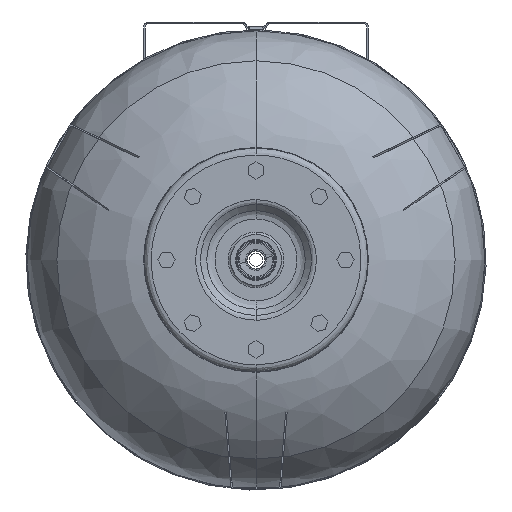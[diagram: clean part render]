
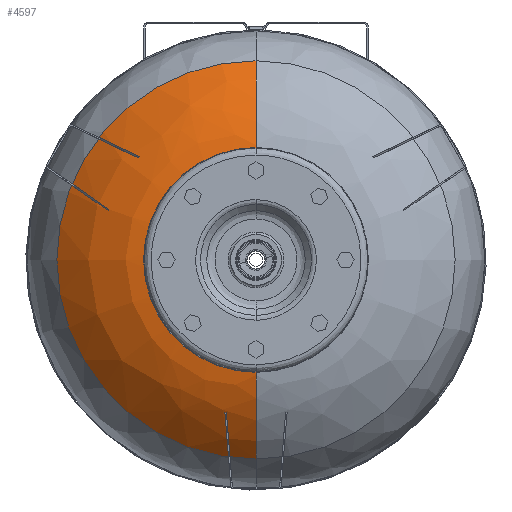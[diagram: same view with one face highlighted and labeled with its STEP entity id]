
A CAD part, front view. The second image highlights one B-rep face of the part: STEP entity #4597.
In plain terms, the highlighted free-form (B-spline) face has degree [3, 3] with [4, 4] control points.
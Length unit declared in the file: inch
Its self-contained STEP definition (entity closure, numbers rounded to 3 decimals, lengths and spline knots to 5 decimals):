
#24 = FACE_OUTER_BOUND ( 'NONE', #7374, .T. ) ;
#124 = CARTESIAN_POINT ( 'NONE',  ( -16.10196, -17.16858, 8.05098 ) ) ;
#1281 = CARTESIAN_POINT ( 'NONE',  ( 0., -15.73183, -9.41737 ) ) ;
#1386 = CARTESIAN_POINT ( 'NONE',  ( 0., -18.03105, -6.26565 ) ) ;
#1600 = CARTESIAN_POINT ( 'NONE',  ( -12.5313, -18.03105, 6.26565 ) ) ;
#1725 = EDGE_CURVE ( 'NONE', #11998, #12211, #6804, .T. ) ;
#3276 = CARTESIAN_POINT ( 'NONE',  ( 0., -18.20838, -4.29085 ) ) ;
#3665 = AXIS2_PLACEMENT_3D ( 'NONE', #7150, #4397, #19844 ) ;
#4286 = DIRECTION ( 'NONE',  ( 0., 0., -1. ) ) ;
#4397 = DIRECTION ( 'NONE',  ( 0., 1., 0. ) ) ;
#4533 = CARTESIAN_POINT ( 'NONE',  ( 0., -18.20838, 4.29085 ) ) ;
#4597 = ADVANCED_FACE ( 'NONE', ( #24 ), #18112, .T. ) ;
#4640 = CARTESIAN_POINT ( 'NONE',  ( -16.10196, -17.16858, -8.05098 ) ) ;
#5027 = EDGE_CURVE ( 'NONE', #20067, #5646, #7948, .T. ) ;
#5056 = ORIENTED_EDGE ( 'NONE', *, *, #1725, .T. ) ;
#5394 = ORIENTED_EDGE ( 'NONE', *, *, #19625, .F. ) ;
#5646 = VERTEX_POINT ( 'NONE', #17818 ) ;
#6331 = CIRCLE ( 'NONE', #18043, 9.41737 ) ;
#6423 = CARTESIAN_POINT ( 'NONE',  ( -12.5313, -18.03105, -6.26565 ) ) ;
#6499 = CARTESIAN_POINT ( 'NONE',  ( 0., -18.20838, 4.29085 ) ) ;
#6804 = CIRCLE ( 'NONE', #18525, 8.07087 ) ;
#7055 = EDGE_CURVE ( 'NONE', #20067, #11998, #17072, .T. ) ;
#7150 = CARTESIAN_POINT ( 'NONE',  ( 0., -18.20838, 0. ) ) ;
#7223 = CARTESIAN_POINT ( 'NONE',  ( 0., -15.73183, 0. ) ) ;
#7374 = EDGE_LOOP ( 'NONE', ( #15146, #5056, #5394, #15745 ) ) ;
#7679 = CARTESIAN_POINT ( 'NONE',  ( 0., -17.16858, 8.05098 ) ) ;
#7779 = CARTESIAN_POINT ( 'NONE',  ( -18.83475, -15.73183, 9.41737 ) ) ;
#7948 = CIRCLE ( 'NONE', #10632, 8.07087 ) ;
#10632 = AXIS2_PLACEMENT_3D ( 'NONE', #14566, #17719, #12992 ) ;
#11137 = CARTESIAN_POINT ( 'NONE',  ( -8.5817, -18.20838, -4.29085 ) ) ;
#11240 = CARTESIAN_POINT ( 'NONE',  ( -8.5817, -18.20838, 4.29085 ) ) ;
#11834 = DIRECTION ( 'NONE',  ( 0., 0., 1. ) ) ;
#11998 = VERTEX_POINT ( 'NONE', #6499 ) ;
#12211 = VERTEX_POINT ( 'NONE', #13483 ) ;
#12410 = CARTESIAN_POINT ( 'NONE',  ( 0., -15.73183, 9.41737 ) ) ;
#12992 = DIRECTION ( 'NONE',  ( 0., 0., -1. ) ) ;
#13483 = CARTESIAN_POINT ( 'NONE',  ( 0., -15.73183, 9.41737 ) ) ;
#14185 = CARTESIAN_POINT ( 'NONE',  ( -18.83475, -15.73183, -9.41737 ) ) ;
#14566 = CARTESIAN_POINT ( 'NONE',  ( 0., -10.16985, -3.56902 ) ) ;
#14879 = CARTESIAN_POINT ( 'NONE',  ( 0., -10.16985, 3.56902 ) ) ;
#15146 = ORIENTED_EDGE ( 'NONE', *, *, #7055, .T. ) ;
#15745 = ORIENTED_EDGE ( 'NONE', *, *, #5027, .F. ) ;
#16065 = CARTESIAN_POINT ( 'NONE',  ( 0., -18.03105, 6.26565 ) ) ;
#17072 = CIRCLE ( 'NONE', #3665, 4.29085 ) ;
#17719 = DIRECTION ( 'NONE',  ( 1., 0., 0. ) ) ;
#17818 = CARTESIAN_POINT ( 'NONE',  ( 0., -15.73183, -9.41737 ) ) ;
#18043 = AXIS2_PLACEMENT_3D ( 'NONE', #7223, #18649, #4286 ) ;
#18091 = CARTESIAN_POINT ( 'NONE',  ( 0., -18.20838, -4.29085 ) ) ;
#18112 =( BOUNDED_SURFACE ( )  B_SPLINE_SURFACE ( 3, 3, ( 
 ( #4533, #11240, #11137, #3276 ),
 ( #16065, #1600, #6423, #1386 ),
 ( #7679, #124, #4640, #20478 ),
 ( #12410, #7779, #14185, #1281 ) ),
 .UNSPECIFIED., .F., .F., .T. ) 
 B_SPLINE_SURFACE_WITH_KNOTS ( ( 4, 4 ),
 ( 4, 4 ),
 ( 0., 1. ),
 ( 0., 1. ),
 .UNSPECIFIED. ) 
 GEOMETRIC_REPRESENTATION_ITEM ( )  RATIONAL_B_SPLINE_SURFACE ( (
 ( 1., 0.333, 0.333, 1.),
 ( 0.957, 0.319, 0.319, 0.957),
 ( 0.957, 0.319, 0.319, 0.957),
 ( 1., 0.333, 0.333, 1.) ) ) 
 REPRESENTATION_ITEM ( '' )  SURFACE ( )  );
#18525 = AXIS2_PLACEMENT_3D ( 'NONE', #14879, #19699, #11834 ) ;
#18649 = DIRECTION ( 'NONE',  ( 0., 1., 0. ) ) ;
#19625 = EDGE_CURVE ( 'NONE', #5646, #12211, #6331, .T. ) ;
#19699 = DIRECTION ( 'NONE',  ( -1., 0., 0. ) ) ;
#19844 = DIRECTION ( 'NONE',  ( 0., 0., -1. ) ) ;
#20067 = VERTEX_POINT ( 'NONE', #18091 ) ;
#20478 = CARTESIAN_POINT ( 'NONE',  ( 0., -17.16858, -8.05098 ) ) ;
